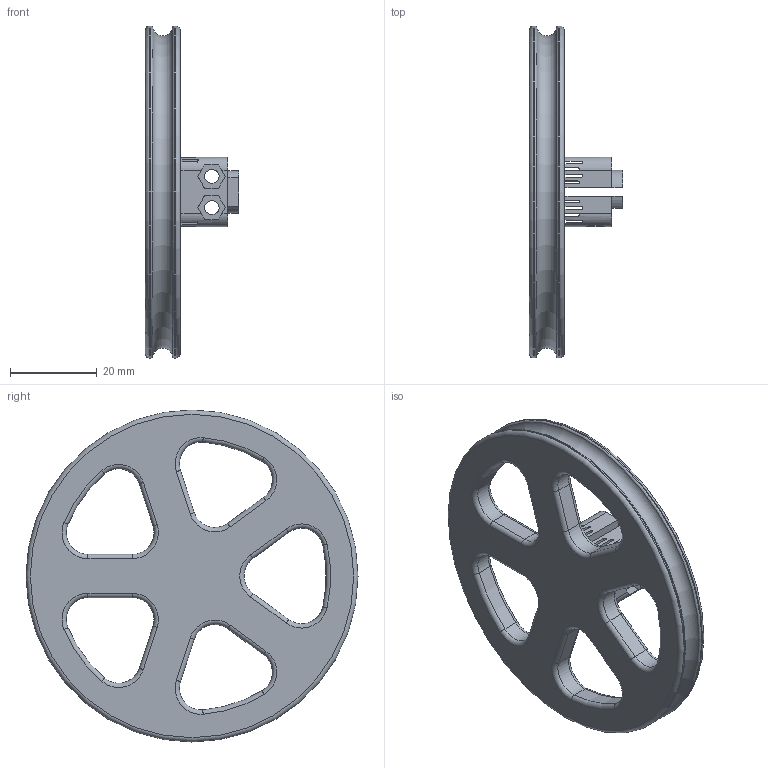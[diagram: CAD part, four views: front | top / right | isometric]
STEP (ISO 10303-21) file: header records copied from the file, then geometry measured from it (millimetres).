
FILE_DESCRIPTION(('STEP AP242'), '1');
FILE_NAME('3.1.2 扻錼勷', '', ('UNSPECIFIED'), ('UNSPECIFIED'), 'C3D Converter', 'C3D Toolkit', '');
FILE_SCHEMA(('AP242_MANAGED_MODEL_BASED_3D_ENGINEERING_MIM_LF { 1 0 10303 442 1 1 4 }'));
Length unit declared in the file: millimetre
Bounding box: 21.5 x 76.6 x 76.6 mm (x, y, z)
Volume: 18831.5 mm3; surface area: 13573.7 mm2
Topology: 1 solids, 100 shells, 806 faces, 1806 edges, 1177 vertices
Faces by surface type: plane 663, cylinder 82, torus 53, bspline 6, sphere 2
Full cylindrical faces by diameter (mm): 76.6 x2
Entity records: 23172 total; most frequent: CARTESIAN_POINT 5203, ORIENTED_EDGE 3590, DIRECTION 3584, EDGE_CURVE 1795, LINE 1472, VECTOR 1472, VERTEX_POINT 1177, AXIS2_PLACEMENT_3D 1056
